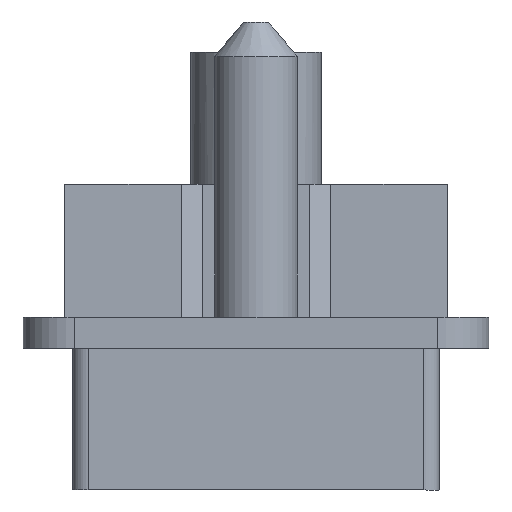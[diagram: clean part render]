
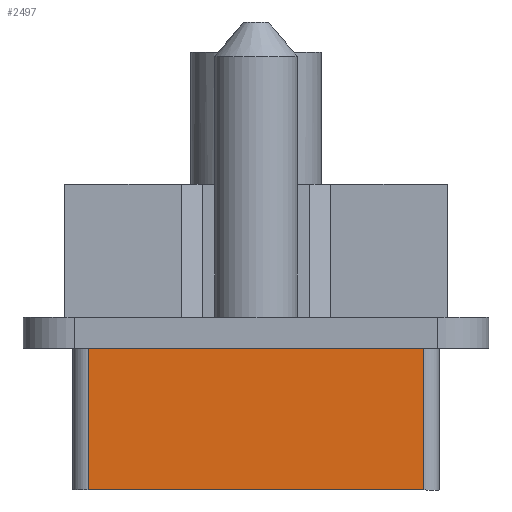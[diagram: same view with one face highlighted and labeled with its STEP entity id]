
A CAD part, left-side view. The second image highlights one B-rep face of the part: STEP entity #2497.
In plain terms, the highlighted planar face has unit normal (-1, 0, 0).
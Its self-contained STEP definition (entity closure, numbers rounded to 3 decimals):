
#2163=FACE_OUTER_BOUND('',#3306,.T.);
#2497=ADVANCED_FACE('',(#2163),#2842,.T.);
#2842=PLANE('',#9427);
#3306=EDGE_LOOP('',(#3772,#3773,#3774,#3775));
#3772=ORIENTED_EDGE('',*,*,#6358,.F.);
#3773=ORIENTED_EDGE('',*,*,#6357,.T.);
#3774=ORIENTED_EDGE('',*,*,#6349,.T.);
#3775=ORIENTED_EDGE('',*,*,#6359,.F.);
#5695=VERTEX_POINT('',#11790);
#5696=VERTEX_POINT('',#11792);
#5701=VERTEX_POINT('',#11806);
#5702=VERTEX_POINT('',#11810);
#6349=EDGE_CURVE('',#5696,#5695,#7302,.T.);
#6357=EDGE_CURVE('',#5701,#5696,#7308,.T.);
#6358=EDGE_CURVE('',#5701,#5702,#7309,.T.);
#6359=EDGE_CURVE('',#5702,#5695,#7310,.T.);
#7302=LINE('',#11791,#8203);
#7308=LINE('',#11807,#8209);
#7309=LINE('',#11809,#8210);
#7310=LINE('',#11811,#8211);
#8203=VECTOR('',#9915,1.);
#8209=VECTOR('',#9929,1.);
#8210=VECTOR('',#9932,1.);
#8211=VECTOR('',#9933,1.);
#9427=AXIS2_PLACEMENT_3D('',#11812,#9934,#9935);
#9915=DIRECTION('',(0.,-1.,0.));
#9929=DIRECTION('',(0.,0.,-1.));
#9932=DIRECTION('',(0.,-1.,0.));
#9933=DIRECTION('',(0.,0.,-1.));
#9934=DIRECTION('',(-1.,0.,0.));
#9935=DIRECTION('',(0.,1.,0.));
#11790=CARTESIAN_POINT('',(-31.9,-16.2,-13.7));
#11791=CARTESIAN_POINT('',(-31.9,16.2,-13.7));
#11792=CARTESIAN_POINT('',(-31.9,16.2,-13.7));
#11806=CARTESIAN_POINT('',(-31.9,16.2,0.));
#11807=CARTESIAN_POINT('',(-31.9,16.2,0.));
#11809=CARTESIAN_POINT('',(-31.9,16.2,0.));
#11810=CARTESIAN_POINT('',(-31.9,-16.2,0.));
#11811=CARTESIAN_POINT('',(-31.9,-16.2,0.));
#11812=CARTESIAN_POINT('',(-31.9,-16.2,0.));
